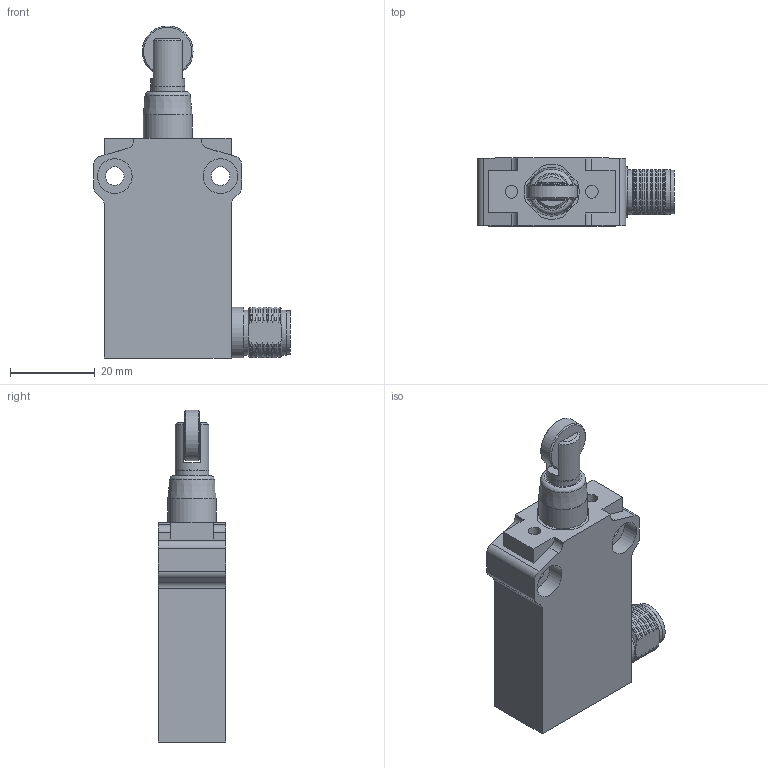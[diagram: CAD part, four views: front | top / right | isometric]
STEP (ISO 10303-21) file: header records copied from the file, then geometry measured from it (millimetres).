
FILE_DESCRIPTION (( 'STEP AP214' ), '1' );
FILE_NAME ('AEM2G1701Z11MR.STEP', '2020-05-21T12:59:55', ( '' ), ( '' ), 'SwSTEP 2.0', 'SolidWorks 2019', '' );
FILE_SCHEMA (( 'AUTOMOTIVE_DESIGN' ));
Length unit declared in the file: inch
Products named in the file (1): AEM2G1701Z11MR
Bounding box: 46.5 x 16 x 78.5 mm (x, y, z)
Volume: 28127.5 mm3; surface area: 9538.5 mm2
Topology: 6 solids, 6 shells, 152 faces, 368 edges, 242 vertices
Faces by surface type: plane 60, cylinder 52, cone 37, bspline 3
Full cylindrical faces by diameter (mm): 3 x2, 4.4 x2, 5.6 x2, 6 x2, 8 x2, 8.2 x4, 10.3 x1, 10.6 x2, 11.5 x1, 12 x2
Entity records: 6528 total; most frequent: CARTESIAN_POINT 1028, DIRECTION 700, ORIENTED_EDGE 678, EDGE_CURVE 339, AXIS2_PLACEMENT_3D 281, VERTEX_POINT 239, EDGE_LOOP 196, FACE_OUTER_BOUND 175
